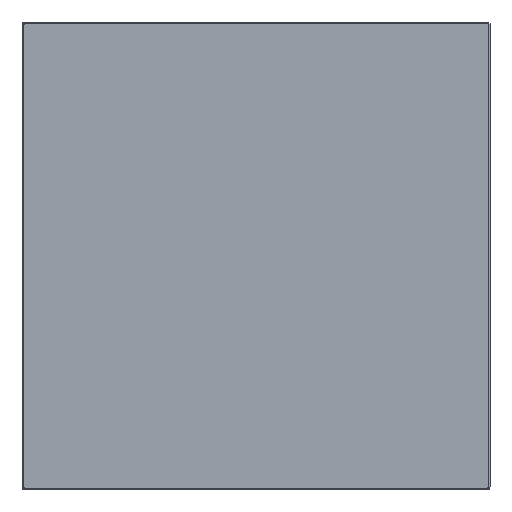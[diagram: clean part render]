
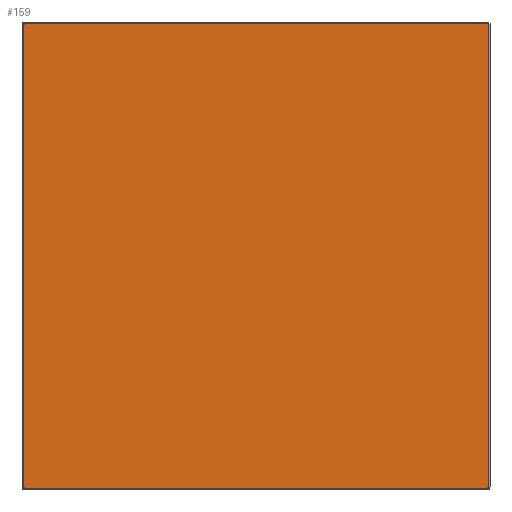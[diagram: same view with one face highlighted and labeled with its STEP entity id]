
A CAD part, top view. The second image highlights one B-rep face of the part: STEP entity #159.
In plain terms, the highlighted planar face has unit normal (0, 0, 1).
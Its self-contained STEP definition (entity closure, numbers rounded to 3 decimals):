
#159=ADVANCED_FACE('',(#257),#217,.T.);
#217=PLANE('',#1100);
#257=FACE_OUTER_BOUND('',#307,.T.);
#307=EDGE_LOOP('',(#385,#386,#387,#388));
#385=ORIENTED_EDGE('',*,*,#731,.T.);
#386=ORIENTED_EDGE('',*,*,#735,.T.);
#387=ORIENTED_EDGE('',*,*,#738,.T.);
#388=ORIENTED_EDGE('',*,*,#740,.T.);
#647=VERTEX_POINT('',#1355);
#648=VERTEX_POINT('',#1357);
#650=VERTEX_POINT('',#1363);
#652=VERTEX_POINT('',#1369);
#731=EDGE_CURVE('',#648,#647,#869,.T.);
#735=EDGE_CURVE('',#647,#650,#873,.T.);
#738=EDGE_CURVE('',#650,#652,#876,.T.);
#740=EDGE_CURVE('',#652,#648,#878,.T.);
#869=LINE('',#1356,#983);
#873=LINE('',#1364,#987);
#876=LINE('',#1370,#990);
#878=LINE('',#1373,#992);
#983=VECTOR('',#1146,1.);
#987=VECTOR('',#1152,1.);
#990=VECTOR('',#1157,1.);
#992=VECTOR('',#1161,1.);
#1100=AXIS2_PLACEMENT_3D('',#1375,#1164,#1165);
#1146=DIRECTION('',(0.,-1.,0.));
#1152=DIRECTION('',(1.,0.,0.));
#1157=DIRECTION('',(0.,1.,0.));
#1161=DIRECTION('',(-1.,0.,0.));
#1164=DIRECTION('',(0.,0.,1.));
#1165=DIRECTION('',(1.,0.,0.));
#1355=CARTESIAN_POINT('',(-141.,-141.,60.));
#1356=CARTESIAN_POINT('',(-141.,0.,60.));
#1357=CARTESIAN_POINT('',(-141.,141.,60.));
#1363=CARTESIAN_POINT('',(141.,-141.,60.));
#1364=CARTESIAN_POINT('',(0.,-141.,60.));
#1369=CARTESIAN_POINT('',(141.,141.,60.));
#1370=CARTESIAN_POINT('',(141.,0.,60.));
#1373=CARTESIAN_POINT('',(0.,141.,60.));
#1375=CARTESIAN_POINT('',(0.,0.,60.));
